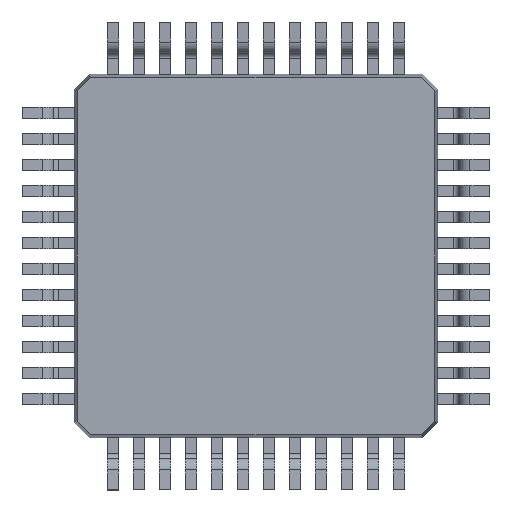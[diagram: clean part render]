
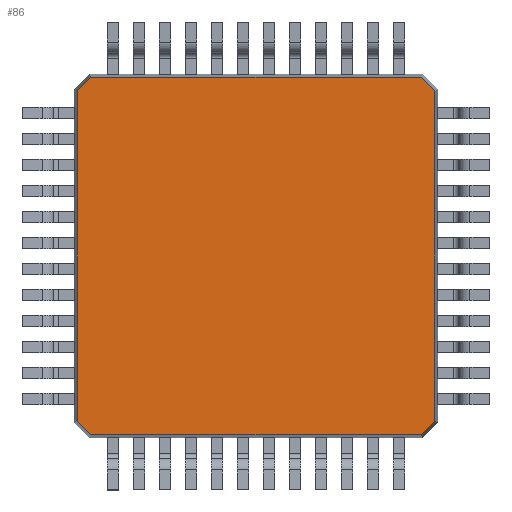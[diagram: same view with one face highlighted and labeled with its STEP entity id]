
A CAD part, front view. The second image highlights one B-rep face of the part: STEP entity #86.
In plain terms, the highlighted planar face has unit normal (0, -1, 0).
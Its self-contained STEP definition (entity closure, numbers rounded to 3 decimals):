
#86 = ADVANCED_FACE ( 'NONE', ( #12307 ), #18964, .F. ) ;
#595 = DIRECTION ( 'NONE',  ( 0., 1., 0. ) ) ;
#713 = EDGE_CURVE ( 'NONE', #9667, #20632, #2630, .T. ) ;
#1087 = ORIENTED_EDGE ( 'NONE', *, *, #19080, .T. ) ;
#2092 = EDGE_CURVE ( 'NONE', #20632, #20122, #13660, .T. ) ;
#2325 = CARTESIAN_POINT ( 'NONE',  ( -3.2, 0.15, 3.436 ) ) ;
#2504 = ORIENTED_EDGE ( 'NONE', *, *, #713, .T. ) ;
#2630 = LINE ( 'NONE', #6341, #19322 ) ;
#3031 = LINE ( 'NONE', #7977, #10473 ) ;
#4437 = CARTESIAN_POINT ( 'NONE',  ( -3.436, 0.15, -3.173 ) ) ;
#5019 = CARTESIAN_POINT ( 'NONE',  ( 3.154, 0.15, 3.454 ) ) ;
#5158 = CARTESIAN_POINT ( 'NONE',  ( -3.173, 0.15, 3.436 ) ) ;
#6341 = CARTESIAN_POINT ( 'NONE',  ( 3.436, 0.15, 3.2 ) ) ;
#6387 = LINE ( 'NONE', #13047, #7391 ) ;
#6546 = DIRECTION ( 'NONE',  ( 0., 0., 1. ) ) ;
#7391 = VECTOR ( 'NONE', #19710, 1000. ) ;
#7977 = CARTESIAN_POINT ( 'NONE',  ( 3.454, 0.15, -3.154 ) ) ;
#8164 = ORIENTED_EDGE ( 'NONE', *, *, #14057, .T. ) ;
#8352 = VERTEX_POINT ( 'NONE', #19635 ) ;
#8551 = DIRECTION ( 'NONE',  ( 0., 0., -1. ) ) ;
#8984 = ORIENTED_EDGE ( 'NONE', *, *, #10901, .T. ) ;
#9136 = DIRECTION ( 'NONE',  ( -1., 0., 0. ) ) ;
#9550 = LINE ( 'NONE', #16165, #14977 ) ;
#9583 = VECTOR ( 'NONE', #20096, 1000. ) ;
#9667 = VERTEX_POINT ( 'NONE', #9721 ) ;
#9721 = CARTESIAN_POINT ( 'NONE',  ( 3.436, 0.15, -3.173 ) ) ;
#9768 = CARTESIAN_POINT ( 'NONE',  ( -3.436, 0.15, -3.2 ) ) ;
#9872 = LINE ( 'NONE', #9768, #14280 ) ;
#10358 = CARTESIAN_POINT ( 'NONE',  ( -3.173, 0.15, -3.436 ) ) ;
#10360 = DIRECTION ( 'NONE',  ( 0., 0., 1. ) ) ;
#10473 = VECTOR ( 'NONE', #19757, 1000. ) ;
#10513 = CARTESIAN_POINT ( 'NONE',  ( 3.436, 0.15, 3.173 ) ) ;
#10580 = CARTESIAN_POINT ( 'NONE',  ( 0., 0.15, 0. ) ) ;
#10735 = VERTEX_POINT ( 'NONE', #5158 ) ;
#10901 = EDGE_CURVE ( 'NONE', #20122, #10735, #15537, .T. ) ;
#11642 = ORIENTED_EDGE ( 'NONE', *, *, #16825, .T. ) ;
#12307 = FACE_OUTER_BOUND ( 'NONE', #18353, .T. ) ;
#12477 = CARTESIAN_POINT ( 'NONE',  ( -3.454, 0.15, 3.154 ) ) ;
#13047 = CARTESIAN_POINT ( 'NONE',  ( 3.2, 0.15, -3.436 ) ) ;
#13230 = CARTESIAN_POINT ( 'NONE',  ( -3.436, 0.15, 3.173 ) ) ;
#13486 = VERTEX_POINT ( 'NONE', #10358 ) ;
#13660 = LINE ( 'NONE', #5019, #9583 ) ;
#14057 = EDGE_CURVE ( 'NONE', #15621, #17282, #9872, .T. ) ;
#14280 = VECTOR ( 'NONE', #8551, 1000. ) ;
#14360 = AXIS2_PLACEMENT_3D ( 'NONE', #10580, #595, #10360 ) ;
#14535 = DIRECTION ( 'NONE',  ( 0.707, 0., -0.707 ) ) ;
#14977 = VECTOR ( 'NONE', #14535, 1000. ) ;
#15537 = LINE ( 'NONE', #2325, #20466 ) ;
#15621 = VERTEX_POINT ( 'NONE', #13230 ) ;
#16165 = CARTESIAN_POINT ( 'NONE',  ( -3.154, 0.15, -3.454 ) ) ;
#16798 = VECTOR ( 'NONE', #17812, 1000. ) ;
#16825 = EDGE_CURVE ( 'NONE', #13486, #8352, #6387, .T. ) ;
#17045 = ORIENTED_EDGE ( 'NONE', *, *, #20389, .T. ) ;
#17282 = VERTEX_POINT ( 'NONE', #4437 ) ;
#17812 = DIRECTION ( 'NONE',  ( -0.707, 0., -0.707 ) ) ;
#18353 = EDGE_LOOP ( 'NONE', ( #8984, #1087, #8164, #17045, #11642, #18614, #2504, #21112 ) ) ;
#18614 = ORIENTED_EDGE ( 'NONE', *, *, #20918, .T. ) ;
#18964 = PLANE ( 'NONE',  #14360 ) ;
#19080 = EDGE_CURVE ( 'NONE', #10735, #15621, #21218, .T. ) ;
#19322 = VECTOR ( 'NONE', #6546, 1000. ) ;
#19635 = CARTESIAN_POINT ( 'NONE',  ( 3.173, 0.15, -3.436 ) ) ;
#19710 = DIRECTION ( 'NONE',  ( 1., 0., 0. ) ) ;
#19757 = DIRECTION ( 'NONE',  ( 0.707, 0., 0.707 ) ) ;
#20096 = DIRECTION ( 'NONE',  ( -0.707, 0., 0.707 ) ) ;
#20122 = VERTEX_POINT ( 'NONE', #21467 ) ;
#20389 = EDGE_CURVE ( 'NONE', #17282, #13486, #9550, .T. ) ;
#20466 = VECTOR ( 'NONE', #9136, 1000. ) ;
#20632 = VERTEX_POINT ( 'NONE', #10513 ) ;
#20918 = EDGE_CURVE ( 'NONE', #8352, #9667, #3031, .T. ) ;
#21112 = ORIENTED_EDGE ( 'NONE', *, *, #2092, .T. ) ;
#21218 = LINE ( 'NONE', #12477, #16798 ) ;
#21467 = CARTESIAN_POINT ( 'NONE',  ( 3.173, 0.15, 3.436 ) ) ;
